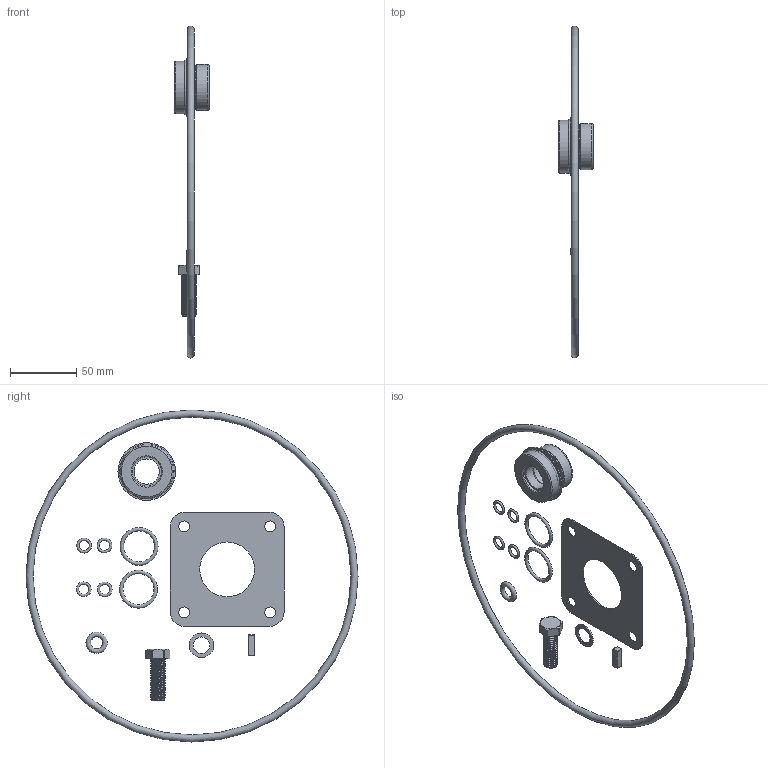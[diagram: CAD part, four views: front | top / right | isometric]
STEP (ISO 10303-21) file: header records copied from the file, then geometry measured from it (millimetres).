
FILE_DESCRIPTION(/* description */ ('222 PUMP SERIES REPAIR KIT'),/* implementation_level */ '2;1');
FILE_NAME(/* name */ '15999.stp',/* time_stamp */ '2019-06-21T07:25:24-04:00',/* author */ ('DMK'),/* organization */ (''),/* preprocessor_version */ 'ST-DEVELOPER v17.2',/* originating_system */ 'Autodesk Inventor 2019',/* authorisation */ '');
FILE_SCHEMA (('AUTOMOTIVE_DESIGN { 1 0 10303 214 3 1 1 }'));
Length unit declared in the file: inch
Products named in the file (13): 15999; RK1001P; 12902A; 15751; 15752; 12099; 12713V; 12713V_1; 12710V; 12717; 12719A; A204; 13778
Assembly tree (16 placements, depth 3):
  15999
    RK1001P
      12902A
      15751
      15752
    12099
    12713V
      12713V_1
      12710V
    12717  x4
    12719A
    13778  x2
    A204
Bounding box: 25.93 x 251.33 x 251.33 mm (x, y, z)
Volume: 46934.3 mm3; surface area: 38841.1 mm2
Topology: 14 solids, 14 shells, 163 faces, 447 edges, 305 vertices
Faces by surface type: cylinder 66, plane 43, cone 41, torus 13
Full cylindrical faces by diameter (mm): 8.204 x4, 9.629 x17, 11.112 x16, 12.7 x1, 18.669 x1, 19.05 x3, 20.637 x1, 22.225 x1, 25.4 x1, 26.987 x1, 28.575 x1, 33.147 x1, 33.337 x1, 34.925 x1, 40.005 x1, 41.402 x1, 43.688 x1
Entity records: 6918 total; most frequent: CARTESIAN_POINT 2240, DIRECTION 926, ORIENTED_EDGE 878, EDGE_CURVE 439, AXIS2_PLACEMENT_3D 387, VERTEX_POINT 301, CIRCLE 193, EDGE_LOOP 184
